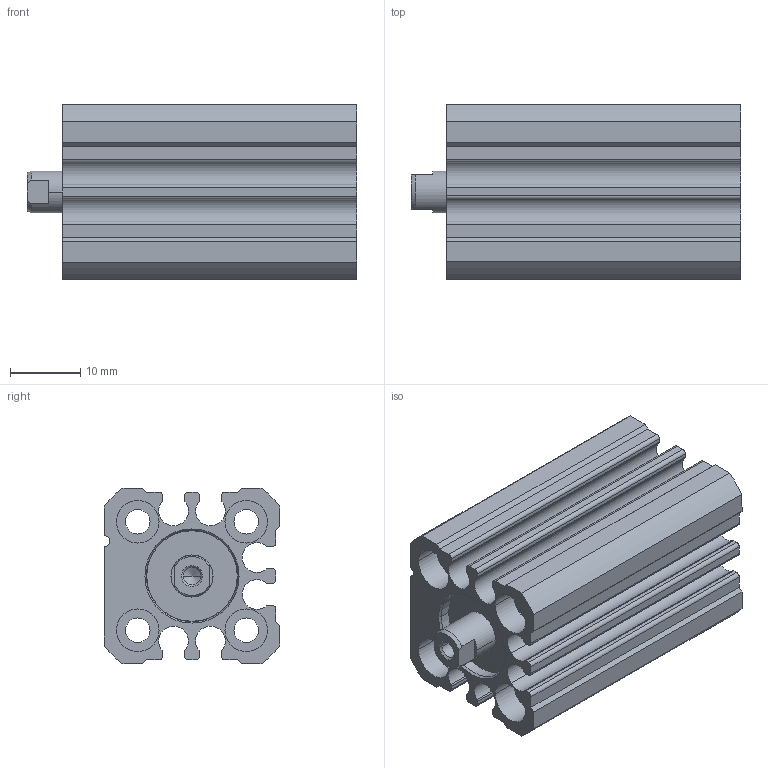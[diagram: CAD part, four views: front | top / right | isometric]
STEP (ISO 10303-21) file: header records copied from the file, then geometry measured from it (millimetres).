
FILE_DESCRIPTION( ( '' ), '1' );
FILE_NAME( 'export.stp', '2014-07-16T21:36:13', ( '' ), ( '' ), ' ', ' ', ' ' );
FILE_SCHEMA( ( 'CONFIG_CONTROL_DESIGN' ) );
Length unit declared in the file: inch
Products named in the file (4): 1; 2; 3; 4
Bounding box: 47.1 x 24.99 x 24.99 mm (x, y, z)
Volume: 16099.4 mm3; surface area: 13001.6 mm2
Topology: 4 solids, 4 shells, 194 faces, 493 edges, 322 vertices
Faces by surface type: cylinder 99, plane 65, cone 22, torus 8
Entity records: 6196 total; most frequent: DIRECTION 1124, CARTESIAN_POINT 1089, ORIENTED_EDGE 982, EDGE_CURVE 491, AXIS2_PLACEMENT_3D 445, VERTEX_POINT 322, CIRCLE 247, LINE 234
